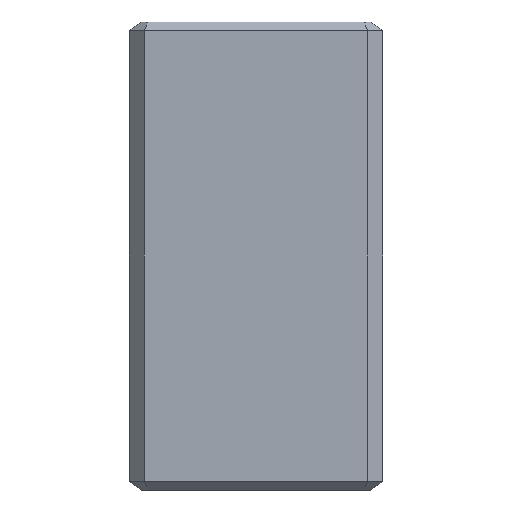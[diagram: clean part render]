
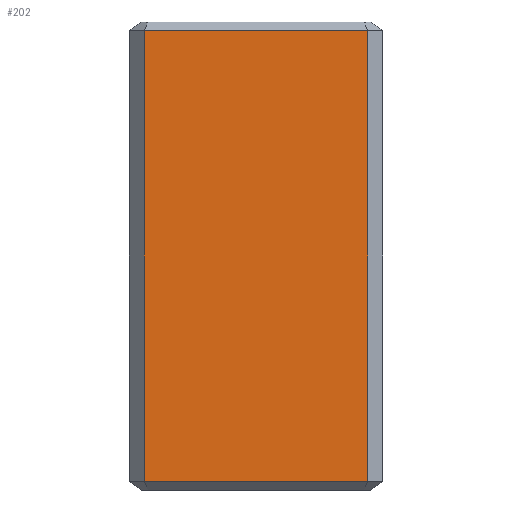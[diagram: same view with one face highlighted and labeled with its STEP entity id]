
A CAD part, front view. The second image highlights one B-rep face of the part: STEP entity #202.
In plain terms, the highlighted planar face has unit normal (0, -1, 0).
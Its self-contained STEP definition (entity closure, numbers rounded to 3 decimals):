
#19 = LINE ( 'NONE', #244, #727 ) ;
#31 = CARTESIAN_POINT ( 'NONE',  ( 11.621, -0.707, 146.6 ) ) ;
#93 = CARTESIAN_POINT ( 'NONE',  ( 14.243, -0.707, -3. ) ) ;
#114 = ORIENTED_EDGE ( 'NONE', *, *, #519, .F. ) ;
#119 = EDGE_CURVE ( 'NONE', #684, #593, #598, .T. ) ;
#122 = EDGE_CURVE ( 'NONE', #593, #573, #19, .T. ) ;
#124 = VERTEX_POINT ( 'NONE', #709 ) ;
#153 = CARTESIAN_POINT ( 'NONE',  ( 3.757, -0.707, 125.4 ) ) ;
#190 = CARTESIAN_POINT ( 'NONE',  ( 14.243, -0.707, 125.4 ) ) ;
#200 = CARTESIAN_POINT ( 'NONE',  ( 3.757, -0.707, 13.5 ) ) ;
#202 = ADVANCED_FACE ( 'NONE', ( #440 ), #274, .F. ) ;
#226 = VECTOR ( 'NONE', #315, 1000. ) ;
#234 = CARTESIAN_POINT ( 'NONE',  ( 14.243, -0.707, 125.4 ) ) ;
#244 = CARTESIAN_POINT ( 'NONE',  ( 14.243, -0.707, 13.5 ) ) ;
#255 = DIRECTION ( 'NONE',  ( 1., 0., 0. ) ) ;
#274 = PLANE ( 'NONE',  #289 ) ;
#289 = AXIS2_PLACEMENT_3D ( 'NONE', #93, #676, #737 ) ;
#291 = ORIENTED_EDGE ( 'NONE', *, *, #122, .T. ) ;
#315 = DIRECTION ( 'NONE',  ( 0., 0., 1. ) ) ;
#321 = EDGE_CURVE ( 'NONE', #684, #124, #371, .T. ) ;
#371 = LINE ( 'NONE', #200, #226 ) ;
#421 = CARTESIAN_POINT ( 'NONE',  ( 14.243, -0.707, 146.6 ) ) ;
#440 = FACE_OUTER_BOUND ( 'NONE', #566, .T. ) ;
#446 = VECTOR ( 'NONE', #466, 1000. ) ;
#466 = DIRECTION ( 'NONE',  ( 1., 0., 0. ) ) ;
#475 = DIRECTION ( 'NONE',  ( 0., 0., 1. ) ) ;
#519 = EDGE_CURVE ( 'NONE', #124, #573, #545, .T. ) ;
#545 = LINE ( 'NONE', #31, #739 ) ;
#566 = EDGE_LOOP ( 'NONE', ( #731, #572, #291, #114 ) ) ;
#572 = ORIENTED_EDGE ( 'NONE', *, *, #119, .T. ) ;
#573 = VERTEX_POINT ( 'NONE', #421 ) ;
#593 = VERTEX_POINT ( 'NONE', #190 ) ;
#598 = LINE ( 'NONE', #234, #446 ) ;
#676 = DIRECTION ( 'NONE',  ( 0., 1., 0. ) ) ;
#684 = VERTEX_POINT ( 'NONE', #153 ) ;
#709 = CARTESIAN_POINT ( 'NONE',  ( 3.757, -0.707, 146.6 ) ) ;
#727 = VECTOR ( 'NONE', #475, 1000. ) ;
#731 = ORIENTED_EDGE ( 'NONE', *, *, #321, .F. ) ;
#737 = DIRECTION ( 'NONE',  ( 1., 0., 0. ) ) ;
#739 = VECTOR ( 'NONE', #255, 1000. ) ;
